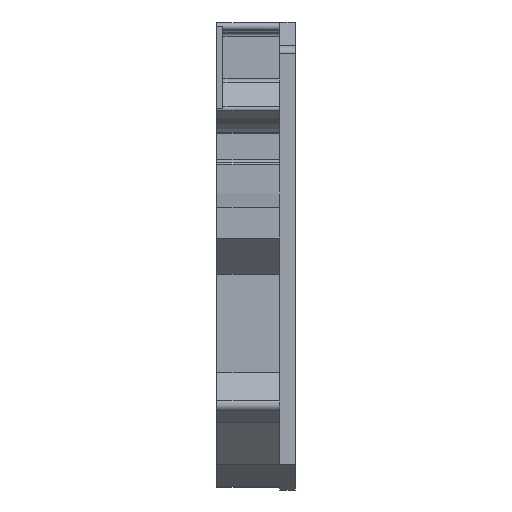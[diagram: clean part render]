
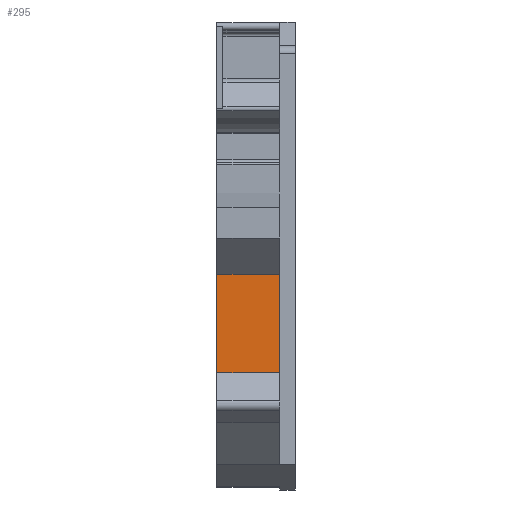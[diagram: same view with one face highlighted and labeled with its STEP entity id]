
A CAD part, front view. The second image highlights one B-rep face of the part: STEP entity #295.
In plain terms, the highlighted planar face has unit normal (0, -1, 0).
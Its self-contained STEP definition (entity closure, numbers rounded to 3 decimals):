
#295=ADVANCED_FACE('',(#688),#522,.F.);
#522=PLANE('',#4708);
#688=FACE_OUTER_BOUND('',#927,.T.);
#927=EDGE_LOOP('',(#1575,#1576,#1577,#1578));
#1575=ORIENTED_EDGE('',*,*,#3243,.F.);
#1576=ORIENTED_EDGE('',*,*,#3245,.T.);
#1577=ORIENTED_EDGE('',*,*,#3246,.T.);
#1578=ORIENTED_EDGE('',*,*,#3247,.F.);
#2777=VERTEX_POINT('',#6857);
#2778=VERTEX_POINT('',#6859);
#2779=VERTEX_POINT('',#6863);
#2780=VERTEX_POINT('',#6865);
#3243=EDGE_CURVE('',#2777,#2778,#3830,.T.);
#3245=EDGE_CURVE('',#2777,#2779,#3832,.T.);
#3246=EDGE_CURVE('',#2779,#2780,#3833,.T.);
#3247=EDGE_CURVE('',#2778,#2780,#3834,.T.);
#3830=LINE('',#6858,#4309);
#3832=LINE('',#6862,#4311);
#3833=LINE('',#6864,#4312);
#3834=LINE('',#6866,#4313);
#4309=VECTOR('',#5393,1.);
#4311=VECTOR('',#5397,1.);
#4312=VECTOR('',#5398,1.);
#4313=VECTOR('',#5399,1.);
#4708=AXIS2_PLACEMENT_3D('',#6867,#5400,#5401);
#5393=DIRECTION('',(-1.,0.,0.));
#5397=DIRECTION('',(0.,0.,1.));
#5398=DIRECTION('',(-1.,0.,0.));
#5399=DIRECTION('',(0.,0.,1.));
#5400=DIRECTION('',(0.,1.,0.));
#5401=DIRECTION('',(0.,0.,1.));
#6857=CARTESIAN_POINT('',(0.,0.,-17.));
#6858=CARTESIAN_POINT('',(0.,0.,-17.));
#6859=CARTESIAN_POINT('',(-8.13,0.,-17.));
#6862=CARTESIAN_POINT('',(0.,0.,-17.));
#6863=CARTESIAN_POINT('',(0.,0.,-2.49));
#6864=CARTESIAN_POINT('',(0.,0.,-2.49));
#6865=CARTESIAN_POINT('',(-8.13,0.,-2.49));
#6866=CARTESIAN_POINT('',(-8.13,0.,-17.));
#6867=CARTESIAN_POINT('',(0.,0.,-17.));
